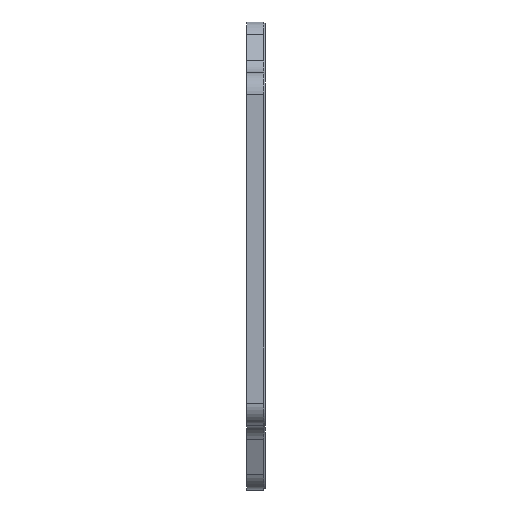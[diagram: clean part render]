
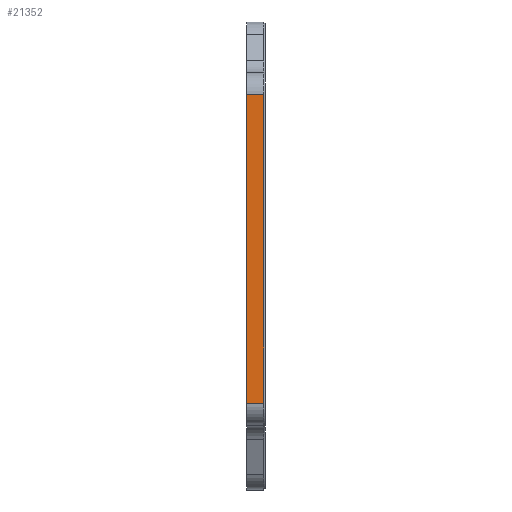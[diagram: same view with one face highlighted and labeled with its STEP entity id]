
A CAD part, top view. The second image highlights one B-rep face of the part: STEP entity #21352.
In plain terms, the highlighted planar face has unit normal (0, 0, 1).
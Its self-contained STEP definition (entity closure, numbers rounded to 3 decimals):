
#1062=FACE_OUTER_BOUND('',#2239,.T.);
#2239=EDGE_LOOP('',(#14577,#14578,#14579,#14580));
#3659=LINE('',#29470,#6263);
#3660=LINE('',#29473,#6264);
#3661=LINE('',#29475,#6265);
#3662=LINE('',#29476,#6266);
#6263=VECTOR('',#24315,10.);
#6264=VECTOR('',#24318,10.);
#6265=VECTOR('',#24319,10.);
#6266=VECTOR('',#24320,10.);
#9140=VERTEX_POINT('',#29466);
#9141=VERTEX_POINT('',#29468);
#9142=VERTEX_POINT('',#29472);
#9143=VERTEX_POINT('',#29474);
#11299=EDGE_CURVE('',#9141,#9140,#3659,.T.);
#11300=EDGE_CURVE('',#9140,#9142,#3660,.T.);
#11301=EDGE_CURVE('',#9143,#9141,#3661,.T.);
#11302=EDGE_CURVE('',#9143,#9142,#3662,.T.);
#14577=ORIENTED_EDGE('',*,*,#11300,.F.);
#14578=ORIENTED_EDGE('',*,*,#11299,.F.);
#14579=ORIENTED_EDGE('',*,*,#11301,.F.);
#14580=ORIENTED_EDGE('',*,*,#11302,.T.);
#20437=PLANE('',#22646);
#21352=ADVANCED_FACE('',(#1062),#20437,.F.);
#22646=AXIS2_PLACEMENT_3D('',#29471,#24316,#24317);
#24315=DIRECTION('',(-1.,0.,0.));
#24316=DIRECTION('center_axis',(0.,0.,-1.));
#24317=DIRECTION('ref_axis',(0.,-1.,0.));
#24318=DIRECTION('',(0.,1.,0.));
#24319=DIRECTION('',(0.,-1.,0.));
#24320=DIRECTION('',(-1.,0.,0.));
#29466=CARTESIAN_POINT('',(50.,-33.915,37.628));
#29468=CARTESIAN_POINT('',(53.7,-33.915,37.628));
#29470=CARTESIAN_POINT('',(54.,-33.915,37.628));
#29471=CARTESIAN_POINT('Origin',(54.,33.116,37.628));
#29472=CARTESIAN_POINT('',(50.,33.116,37.628));
#29473=CARTESIAN_POINT('',(50.,15.611,37.628));
#29474=CARTESIAN_POINT('',(53.7,33.116,37.628));
#29475=CARTESIAN_POINT('',(53.7,24.363,37.628));
#29476=CARTESIAN_POINT('',(54.,33.116,37.628));
